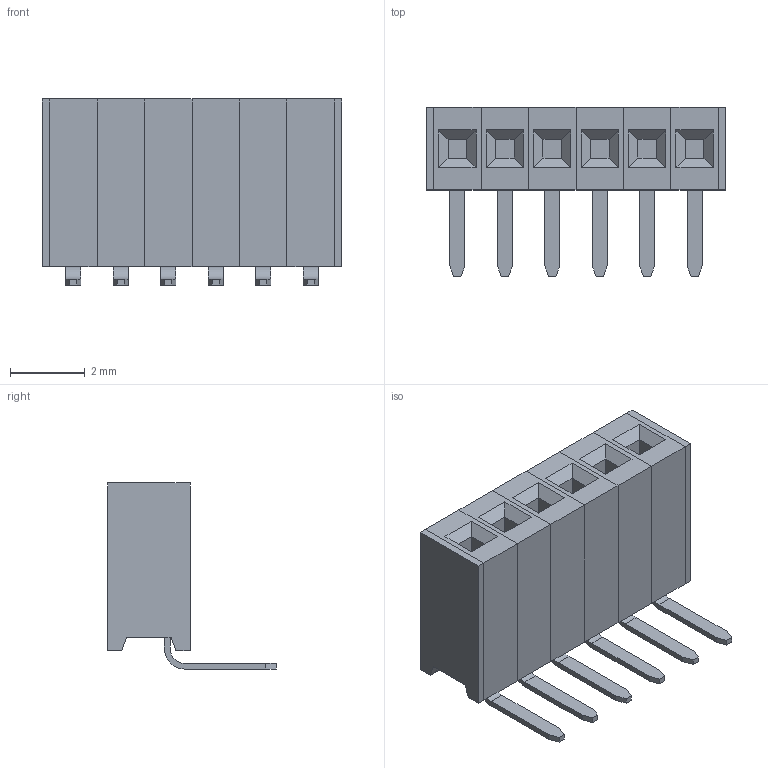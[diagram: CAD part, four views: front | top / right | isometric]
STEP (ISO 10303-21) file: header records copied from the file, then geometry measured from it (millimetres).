
FILE_DESCRIPTION (( 'STEP AP214' ), '1' );
FILE_NAME ('LPPB061NGCN-RC.STEP', '2024-11-01T20:56:06', ( '' ), ( '' ), 'SwSTEP 2.0', 'SolidWorks 2021', '' );
FILE_SCHEMA (( 'AUTOMOTIVE_DESIGN' ));
Length unit declared in the file: millimetre
Products named in the file (3): LPPB061NGCN-RC; LPPB041NGCN-RC_B06; Pin - Gold
Assembly tree (7 placements, depth 2):
  LPPB061NGCN-RC
    LPPB041NGCN-RC_B06
    Pin - Gold  x6
Bounding box: 8.03 x 4.52 x 4.98 mm (x, y, z)
Volume: 74.8 mm3; surface area: 300.8 mm2
Topology: 14 solids, 14 shells, 206 faces, 492 edges, 320 vertices
Faces by surface type: plane 194, cylinder 12
Entity records: 4271 total; most frequent: CARTESIAN_POINT 718, ORIENTED_EDGE 684, DIRECTION 658, EDGE_CURVE 342, LINE 338, VECTOR 338, VERTEX_POINT 220, AXIS2_PLACEMENT_3D 160
